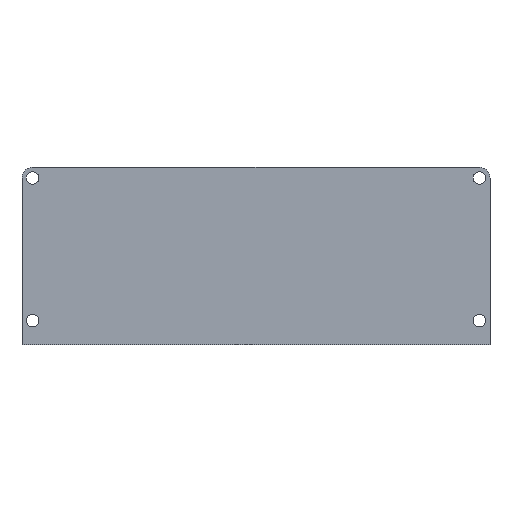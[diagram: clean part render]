
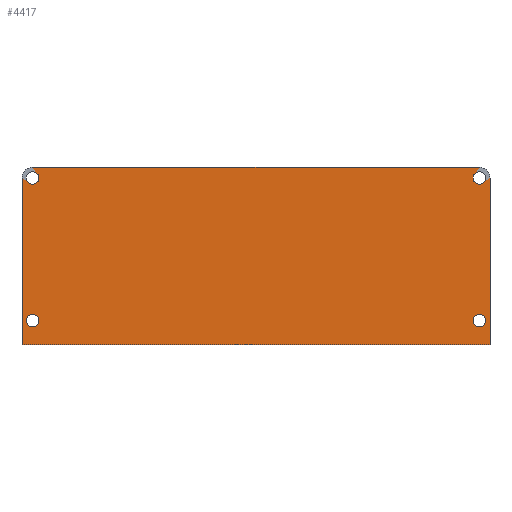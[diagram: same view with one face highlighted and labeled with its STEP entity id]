
A CAD part, front view. The second image highlights one B-rep face of the part: STEP entity #4417.
In plain terms, the highlighted planar face has unit normal (0, -1, 0).
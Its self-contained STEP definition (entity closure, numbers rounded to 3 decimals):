
#141=FACE_BOUND('',#628,.T.);
#142=FACE_BOUND('',#629,.T.);
#143=FACE_BOUND('',#630,.T.);
#144=FACE_BOUND('',#631,.T.);
#213=CIRCLE('',#4731,1.75);
#214=CIRCLE('',#4733,1.75);
#215=CIRCLE('',#4735,1.75);
#216=CIRCLE('',#4737,1.75);
#217=CIRCLE('',#4739,3.);
#218=CIRCLE('',#4743,3.);
#391=FACE_OUTER_BOUND('',#627,.T.);
#627=EDGE_LOOP('',(#3485,#3486,#3487,#3488,#3489,#3490));
#628=EDGE_LOOP('',(#3491));
#629=EDGE_LOOP('',(#3492));
#630=EDGE_LOOP('',(#3493));
#631=EDGE_LOOP('',(#3494));
#821=LINE('',#6339,#1321);
#1004=LINE('',#6869,#1504);
#1005=LINE('',#6872,#1505);
#1008=LINE('',#6879,#1508);
#1321=VECTOR('',#5031,10.);
#1504=VECTOR('',#5552,10.);
#1505=VECTOR('',#5555,10.);
#1508=VECTOR('',#5564,10.);
#1819=VERTEX_POINT('',#6336);
#1820=VERTEX_POINT('',#6338);
#1965=VERTEX_POINT('',#6847);
#1966=VERTEX_POINT('',#6851);
#1967=VERTEX_POINT('',#6855);
#1968=VERTEX_POINT('',#6859);
#1969=VERTEX_POINT('',#6863);
#1970=VERTEX_POINT('',#6865);
#1971=VERTEX_POINT('',#6871);
#1972=VERTEX_POINT('',#6875);
#2255=EDGE_CURVE('',#1820,#1819,#821,.T.);
#2497=EDGE_CURVE('',#1965,#1965,#213,.T.);
#2499=EDGE_CURVE('',#1966,#1966,#214,.T.);
#2501=EDGE_CURVE('',#1967,#1967,#215,.T.);
#2503=EDGE_CURVE('',#1968,#1968,#216,.T.);
#2506=EDGE_CURVE('',#1970,#1969,#217,.T.);
#2508=EDGE_CURVE('',#1819,#1970,#1004,.T.);
#2509=EDGE_CURVE('',#1971,#1820,#1005,.T.);
#2511=EDGE_CURVE('',#1972,#1971,#218,.T.);
#2513=EDGE_CURVE('',#1969,#1972,#1008,.T.);
#3485=ORIENTED_EDGE('',*,*,#2513,.T.);
#3486=ORIENTED_EDGE('',*,*,#2511,.T.);
#3487=ORIENTED_EDGE('',*,*,#2509,.T.);
#3488=ORIENTED_EDGE('',*,*,#2255,.T.);
#3489=ORIENTED_EDGE('',*,*,#2508,.T.);
#3490=ORIENTED_EDGE('',*,*,#2506,.T.);
#3491=ORIENTED_EDGE('',*,*,#2503,.T.);
#3492=ORIENTED_EDGE('',*,*,#2501,.T.);
#3493=ORIENTED_EDGE('',*,*,#2499,.T.);
#3494=ORIENTED_EDGE('',*,*,#2497,.T.);
#4226=PLANE('',#4745);
#4417=ADVANCED_FACE('',(#391,#141,#142,#143,#144),#4226,.F.);
#4731=AXIS2_PLACEMENT_3D('',#6848,#5526,#5527);
#4733=AXIS2_PLACEMENT_3D('',#6852,#5531,#5532);
#4735=AXIS2_PLACEMENT_3D('',#6856,#5536,#5537);
#4737=AXIS2_PLACEMENT_3D('',#6860,#5541,#5542);
#4739=AXIS2_PLACEMENT_3D('',#6866,#5547,#5548);
#4743=AXIS2_PLACEMENT_3D('',#6876,#5559,#5560);
#4745=AXIS2_PLACEMENT_3D('',#6880,#5565,#5566);
#5031=DIRECTION('',(1.,0.,0.));
#5526=DIRECTION('center_axis',(0.,1.,0.));
#5527=DIRECTION('ref_axis',(1.,0.,0.));
#5531=DIRECTION('center_axis',(0.,1.,0.));
#5532=DIRECTION('ref_axis',(1.,0.,0.));
#5536=DIRECTION('center_axis',(0.,1.,0.));
#5537=DIRECTION('ref_axis',(1.,0.,0.));
#5541=DIRECTION('center_axis',(0.,1.,0.));
#5542=DIRECTION('ref_axis',(1.,0.,0.));
#5547=DIRECTION('center_axis',(0.,-1.,0.));
#5548=DIRECTION('ref_axis',(1.,0.,0.));
#5552=DIRECTION('',(0.,0.,1.));
#5555=DIRECTION('',(0.,0.,-1.));
#5559=DIRECTION('center_axis',(0.,-1.,0.));
#5560=DIRECTION('ref_axis',(1.,0.,0.));
#5564=DIRECTION('',(-1.,0.,0.));
#5565=DIRECTION('center_axis',(0.,1.,0.));
#5566=DIRECTION('ref_axis',(1.,0.,0.));
#6336=CARTESIAN_POINT('',(66.,-3.,0.));
#6338=CARTESIAN_POINT('',(-66.,-3.,0.));
#6339=CARTESIAN_POINT('',(66.,-3.,0.));
#6847=CARTESIAN_POINT('',(61.25,-3.,6.75));
#6848=CARTESIAN_POINT('Origin',(63.,-3.,6.75));
#6851=CARTESIAN_POINT('',(-64.75,-3.,6.75));
#6852=CARTESIAN_POINT('Origin',(-63.,-3.,6.75));
#6855=CARTESIAN_POINT('',(-64.75,-3.,47.));
#6856=CARTESIAN_POINT('Origin',(-63.,-3.,47.));
#6859=CARTESIAN_POINT('',(61.25,-3.,47.));
#6860=CARTESIAN_POINT('Origin',(63.,-3.,47.));
#6863=CARTESIAN_POINT('',(63.,-3.,50.));
#6865=CARTESIAN_POINT('',(66.,-3.,47.));
#6866=CARTESIAN_POINT('Origin',(63.,-3.,47.));
#6869=CARTESIAN_POINT('',(66.,-3.,50.));
#6871=CARTESIAN_POINT('',(-66.,-3.,47.));
#6872=CARTESIAN_POINT('',(-66.,-3.,0.));
#6875=CARTESIAN_POINT('',(-63.,-3.,50.));
#6876=CARTESIAN_POINT('Origin',(-63.,-3.,47.));
#6879=CARTESIAN_POINT('',(-66.,-3.,50.));
#6880=CARTESIAN_POINT('Origin',(0.,-3.,25.));
